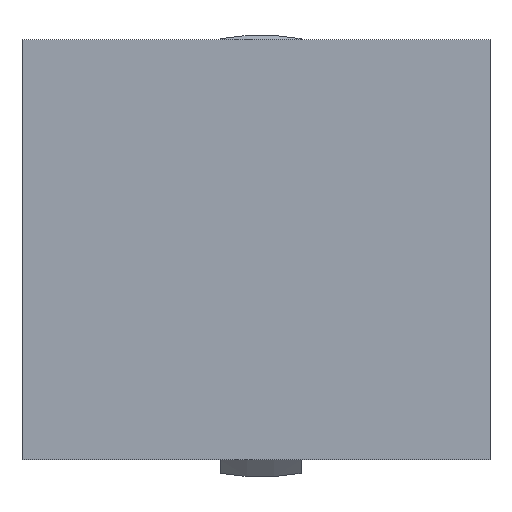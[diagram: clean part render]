
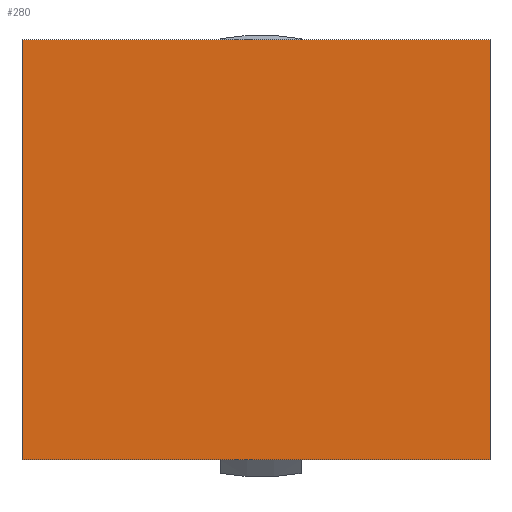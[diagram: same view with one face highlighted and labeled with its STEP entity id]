
A CAD part, front view. The second image highlights one B-rep face of the part: STEP entity #280.
In plain terms, the highlighted planar face has unit normal (0, -1, 0).
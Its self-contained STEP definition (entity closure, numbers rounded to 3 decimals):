
#24 = VERTEX_POINT('',#25);
#25 = CARTESIAN_POINT('',(-19.169,-2.,17.38));
#31 = EDGE_CURVE('',#24,#32,#34,.T.);
#32 = VERTEX_POINT('',#33);
#33 = CARTESIAN_POINT('',(18.424,-2.,17.38));
#34 = LINE('',#35,#36);
#35 = CARTESIAN_POINT('',(-19.169,-2.,17.38));
#36 = VECTOR('',#37,1.);
#37 = DIRECTION('',(1.,0.,0.));
#64 = VERTEX_POINT('',#65);
#65 = CARTESIAN_POINT('',(-19.169,-2.,-16.386));
#71 = EDGE_CURVE('',#64,#24,#72,.T.);
#72 = LINE('',#73,#74);
#73 = CARTESIAN_POINT('',(-19.169,-2.,-16.386));
#74 = VECTOR('',#75,1.);
#75 = DIRECTION('',(0.,0.,1.));
#93 = EDGE_CURVE('',#32,#94,#96,.T.);
#94 = VERTEX_POINT('',#95);
#95 = CARTESIAN_POINT('',(18.424,-2.,-16.386));
#96 = LINE('',#97,#98);
#97 = CARTESIAN_POINT('',(18.424,-2.,17.38));
#98 = VECTOR('',#99,1.);
#99 = DIRECTION('',(0.,0.,-1.));
#280 = ADVANCED_FACE('',(#281),#292,.F.);
#281 = FACE_BOUND('',#282,.F.);
#282 = EDGE_LOOP('',(#283,#284,#285,#291));
#283 = ORIENTED_EDGE('',*,*,#31,.T.);
#284 = ORIENTED_EDGE('',*,*,#93,.T.);
#285 = ORIENTED_EDGE('',*,*,#286,.T.);
#286 = EDGE_CURVE('',#94,#64,#287,.T.);
#287 = LINE('',#288,#289);
#288 = CARTESIAN_POINT('',(18.424,-2.,-16.386));
#289 = VECTOR('',#290,1.);
#290 = DIRECTION('',(-1.,0.,0.));
#291 = ORIENTED_EDGE('',*,*,#71,.T.);
#292 = PLANE('',#293);
#293 = AXIS2_PLACEMENT_3D('',#294,#295,#296);
#294 = CARTESIAN_POINT('',(-0.372,-2.,0.497));
#295 = DIRECTION('',(0.,1.,0.));
#296 = DIRECTION('',(0.,0.,1.));
